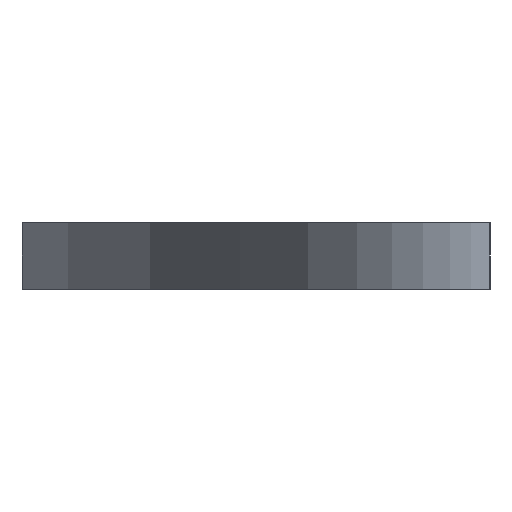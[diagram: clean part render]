
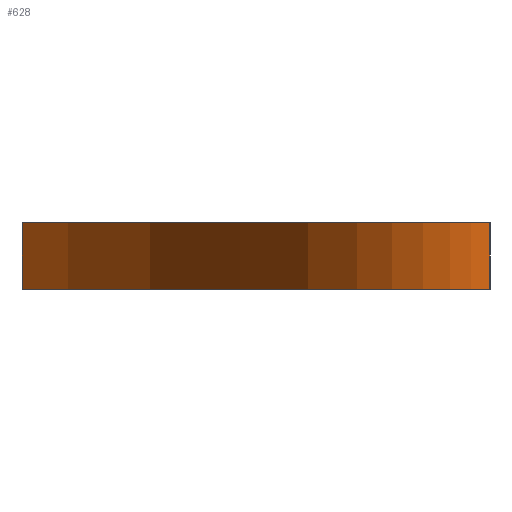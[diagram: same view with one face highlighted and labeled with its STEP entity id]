
A CAD part, left-side view. The second image highlights one B-rep face of the part: STEP entity #628.
In plain terms, the highlighted free-form (B-spline) face has degree [3, 1] with [4, 2] control points.
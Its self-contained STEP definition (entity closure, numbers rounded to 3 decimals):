
#9 =( BOUNDED_SURFACE ( )  B_SPLINE_SURFACE ( 3, 1, ( 
 ( #326, #247 ),
 ( #602, #888 ),
 ( #542, #263 ),
 ( #196, #472 ) ),
 .UNSPECIFIED., .F., .F., .F. ) 
 B_SPLINE_SURFACE_WITH_KNOTS ( ( 4, 4 ),
 ( 2, 2 ),
 ( 0., 1. ),
 ( 0., 1. ),
 .UNSPECIFIED. ) 
 GEOMETRIC_REPRESENTATION_ITEM ( )  RATIONAL_B_SPLINE_SURFACE ( (
 ( 1., 1.),
 ( 0.333, 0.333),
 ( 0.333, 0.333),
 ( 1., 1.) ) ) 
 REPRESENTATION_ITEM ( '' )  SURFACE ( )  );
#48 = FACE_OUTER_BOUND ( 'NONE', #70, .T. ) ;
#60 = CARTESIAN_POINT ( 'NONE',  ( 40., 0., 0. ) ) ;
#70 = EDGE_LOOP ( 'NONE', ( #419, #607, #145, #114 ) ) ;
#114 = ORIENTED_EDGE ( 'NONE', *, *, #803, .T. ) ;
#145 = ORIENTED_EDGE ( 'NONE', *, *, #221, .F. ) ;
#147 = CARTESIAN_POINT ( 'NONE',  ( -40., 0., 1.7 ) ) ;
#164 = EDGE_CURVE ( 'NONE', #260, #583, #763, .T. ) ;
#196 = CARTESIAN_POINT ( 'NONE',  ( -40., 0., 1.7 ) ) ;
#221 = EDGE_CURVE ( 'NONE', #320, #260, #760, .T. ) ;
#232 = CARTESIAN_POINT ( 'NONE',  ( -40., 24., 0. ) ) ;
#238 = CARTESIAN_POINT ( 'NONE',  ( 40., 0., 1.7 ) ) ;
#247 = CARTESIAN_POINT ( 'NONE',  ( 40., 0., 0. ) ) ;
#254 =( BOUNDED_CURVE ( )  B_SPLINE_CURVE ( 3, ( #298, #314, #232, #635 ),
 .UNSPECIFIED., .F., .F. ) 
 B_SPLINE_CURVE_WITH_KNOTS ( ( 4, 4 ),
 ( 3.142, 6.283 ),
 .UNSPECIFIED. ) 
 CURVE ( )  GEOMETRIC_REPRESENTATION_ITEM ( )  RATIONAL_B_SPLINE_CURVE ( ( 1., 0.333, 0.333, 1. ) ) 
 REPRESENTATION_ITEM ( '' )  );
#260 = VERTEX_POINT ( 'NONE', #297 ) ;
#263 = CARTESIAN_POINT ( 'NONE',  ( -40., 24., 0. ) ) ;
#281 = DIRECTION ( 'NONE',  ( 0., 0., -1. ) ) ;
#297 = CARTESIAN_POINT ( 'NONE',  ( -40., 0., 1.7 ) ) ;
#298 = CARTESIAN_POINT ( 'NONE',  ( 40., 0., 0. ) ) ;
#301 = CARTESIAN_POINT ( 'NONE',  ( 40., 0., 1.7 ) ) ;
#314 = CARTESIAN_POINT ( 'NONE',  ( 40., 24., 0. ) ) ;
#320 = VERTEX_POINT ( 'NONE', #386 ) ;
#326 = CARTESIAN_POINT ( 'NONE',  ( 40., 0., 1.7 ) ) ;
#337 = VECTOR ( 'NONE', #370, 1000. ) ;
#370 = DIRECTION ( 'NONE',  ( 0., 0., -1. ) ) ;
#386 = CARTESIAN_POINT ( 'NONE',  ( 40., 0., 1.7 ) ) ;
#419 = ORIENTED_EDGE ( 'NONE', *, *, #775, .T. ) ;
#453 = CARTESIAN_POINT ( 'NONE',  ( -40., 0., 0. ) ) ;
#472 = CARTESIAN_POINT ( 'NONE',  ( -40., 0., 0. ) ) ;
#515 = CARTESIAN_POINT ( 'NONE',  ( -40., 24., 1.7 ) ) ;
#542 = CARTESIAN_POINT ( 'NONE',  ( -40., 24., 1.7 ) ) ;
#583 = VERTEX_POINT ( 'NONE', #453 ) ;
#602 = CARTESIAN_POINT ( 'NONE',  ( 40., 24., 1.7 ) ) ;
#603 = VECTOR ( 'NONE', #281, 1000. ) ;
#607 = ORIENTED_EDGE ( 'NONE', *, *, #164, .F. ) ;
#616 = VERTEX_POINT ( 'NONE', #60 ) ;
#628 = ADVANCED_FACE ( 'NONE', ( #48 ), #9, .F. ) ;
#635 = CARTESIAN_POINT ( 'NONE',  ( -40., 0., 0. ) ) ;
#760 =( BOUNDED_CURVE ( )  B_SPLINE_CURVE ( 3, ( #301, #858, #515, #776 ),
 .UNSPECIFIED., .F., .F. ) 
 B_SPLINE_CURVE_WITH_KNOTS ( ( 4, 4 ),
 ( 3.142, 6.283 ),
 .UNSPECIFIED. ) 
 CURVE ( )  GEOMETRIC_REPRESENTATION_ITEM ( )  RATIONAL_B_SPLINE_CURVE ( ( 1., 0.333, 0.333, 1. ) ) 
 REPRESENTATION_ITEM ( '' )  );
#763 = LINE ( 'NONE', #147, #603 ) ;
#775 = EDGE_CURVE ( 'NONE', #616, #583, #254, .T. ) ;
#776 = CARTESIAN_POINT ( 'NONE',  ( -40., 0., 1.7 ) ) ;
#783 = LINE ( 'NONE', #238, #337 ) ;
#803 = EDGE_CURVE ( 'NONE', #320, #616, #783, .T. ) ;
#858 = CARTESIAN_POINT ( 'NONE',  ( 40., 24., 1.7 ) ) ;
#888 = CARTESIAN_POINT ( 'NONE',  ( 40., 24., 0. ) ) ;
